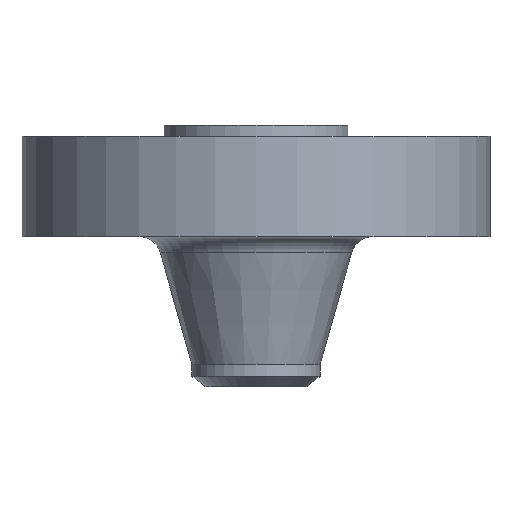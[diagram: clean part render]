
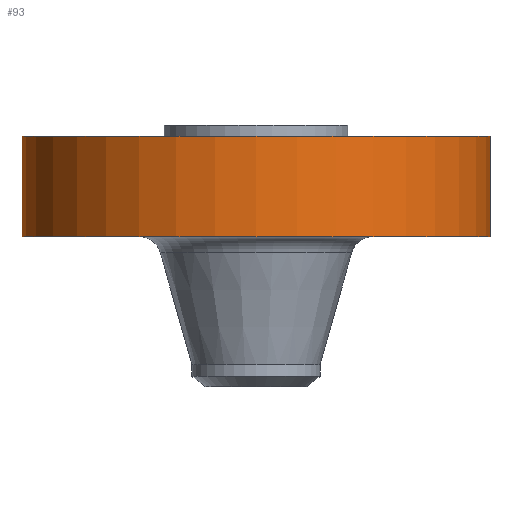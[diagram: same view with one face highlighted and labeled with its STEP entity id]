
A CAD part, front view. The second image highlights one B-rep face of the part: STEP entity #93.
In plain terms, the highlighted cylindrical face has radius 133.35 mm (diameter 266.7 mm), a partial arc.
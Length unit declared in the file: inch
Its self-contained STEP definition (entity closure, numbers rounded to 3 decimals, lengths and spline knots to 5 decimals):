
#27 = VERTEX_POINT ( 'NONE', #187 ) ;
#79 = EDGE_CURVE ( 'NONE', #640, #493, #689, .T. ) ;
#84 = ORIENTED_EDGE ( 'NONE', *, *, #355, .F. ) ;
#93 = ADVANCED_FACE ( 'NONE', ( #921 ), #120, .T. ) ;
#98 = CARTESIAN_POINT ( 'NONE',  ( 5.25, 0., 0. ) ) ;
#118 = DIRECTION ( 'NONE',  ( 0., 0., 1. ) ) ;
#120 = CYLINDRICAL_SURFACE ( 'NONE', #781, 5.25 ) ;
#151 = DIRECTION ( 'NONE',  ( 0., 0., 1. ) ) ;
#187 = CARTESIAN_POINT ( 'NONE',  ( -5.25, 0., -0.25 ) ) ;
#262 = DIRECTION ( 'NONE',  ( 1., 0., 0. ) ) ;
#270 = DIRECTION ( 'NONE',  ( 1., 0., 0. ) ) ;
#273 = ORIENTED_EDGE ( 'NONE', *, *, #79, .T. ) ;
#355 = EDGE_CURVE ( 'NONE', #640, #27, #952, .T. ) ;
#398 = EDGE_LOOP ( 'NONE', ( #84, #273, #944, #555 ) ) ;
#454 = VERTEX_POINT ( 'NONE', #959 ) ;
#459 = VECTOR ( 'NONE', #151, 39.37008 ) ;
#478 = AXIS2_PLACEMENT_3D ( 'NONE', #483, #675, #1019 ) ;
#479 = EDGE_CURVE ( 'NONE', #493, #454, #919, .T. ) ;
#483 = CARTESIAN_POINT ( 'NONE',  ( 0., 0., -0.25 ) ) ;
#488 = CARTESIAN_POINT ( 'NONE',  ( -5.25, 0., -2.5 ) ) ;
#493 = VERTEX_POINT ( 'NONE', #542 ) ;
#542 = CARTESIAN_POINT ( 'NONE',  ( 5.25, 0., -2.5 ) ) ;
#555 = ORIENTED_EDGE ( 'NONE', *, *, #713, .F. ) ;
#640 = VERTEX_POINT ( 'NONE', #488 ) ;
#648 = AXIS2_PLACEMENT_3D ( 'NONE', #894, #1082, #262 ) ;
#675 = DIRECTION ( 'NONE',  ( 0., 0., 1. ) ) ;
#689 = CIRCLE ( 'NONE', #648, 5.25 ) ;
#713 = EDGE_CURVE ( 'NONE', #27, #454, #990, .T. ) ;
#742 = DIRECTION ( 'NONE',  ( 0., 0., 1. ) ) ;
#763 = VECTOR ( 'NONE', #118, 39.37008 ) ;
#781 = AXIS2_PLACEMENT_3D ( 'NONE', #994, #742, #270 ) ;
#894 = CARTESIAN_POINT ( 'NONE',  ( 0., 0., -2.5 ) ) ;
#919 = LINE ( 'NONE', #98, #763 ) ;
#921 = FACE_OUTER_BOUND ( 'NONE', #398, .T. ) ;
#944 = ORIENTED_EDGE ( 'NONE', *, *, #479, .T. ) ;
#952 = LINE ( 'NONE', #1043, #459 ) ;
#959 = CARTESIAN_POINT ( 'NONE',  ( 5.25, 0., -0.25 ) ) ;
#990 = CIRCLE ( 'NONE', #478, 5.25 ) ;
#994 = CARTESIAN_POINT ( 'NONE',  ( 0., 0., 0. ) ) ;
#1019 = DIRECTION ( 'NONE',  ( 1., 0., 0. ) ) ;
#1043 = CARTESIAN_POINT ( 'NONE',  ( -5.25, 0., 0. ) ) ;
#1082 = DIRECTION ( 'NONE',  ( 0., 0., 1. ) ) ;
